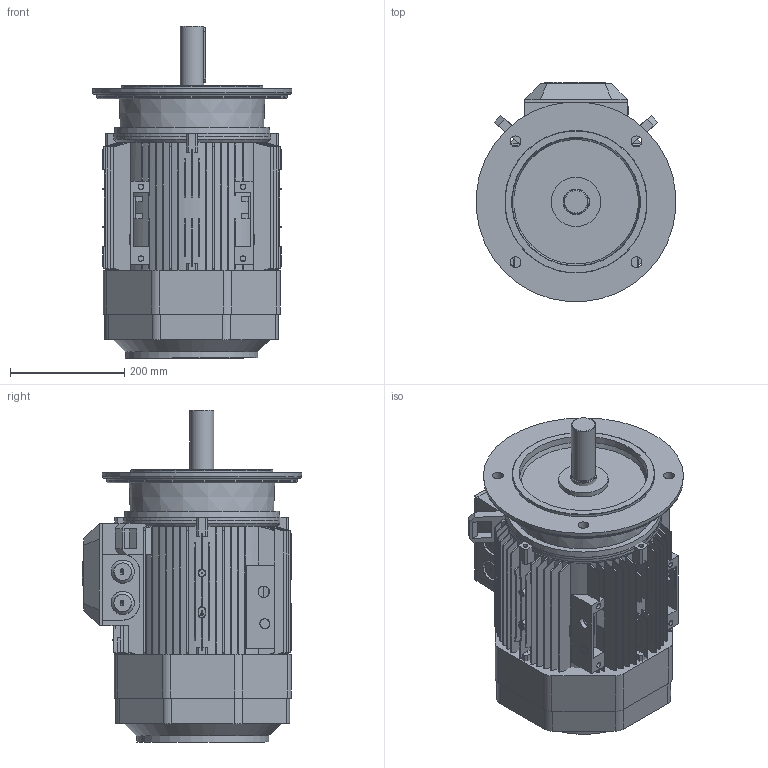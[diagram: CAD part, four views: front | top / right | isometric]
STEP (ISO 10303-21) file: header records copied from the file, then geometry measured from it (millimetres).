
FILE_DESCRIPTION((''),'2;1');
FILE_NAME('3GZV100086-9.stp','2015-07-02T11:00:55',('sejotaa1'),(''),'Autodesk Inventor 2011','Autodesk Inventor 2011','');
FILE_SCHEMA(('AUTOMOTIVE_DESIGN { 1 0 10303 214 1 1 1 1 }'));
Length unit declared in the file: millimetre
Products named in the file (1): 3GZV100086-9_Shrinkwrap_1
Bounding box: 349.71 x 384.51 x 582.4 mm (x, y, z)
Surface area: 1760527.2 mm2 (no closed solid volume)
Topology: 0 solids, 1000 shells, 1194 faces, 5321 edges, 5089 vertices
Faces by surface type: plane 782, cone 191, cylinder 143, bspline 69, torus 9
Full cylindrical faces by diameter (mm): 6 x4, 8 x4, 8.5 x8, 13 x1, 14 x1, 16.4 x1, 17 x2, 17.6 x2, 19 x4, 20 x2, 25 x1, 40 x1, 40.4 x2, 41.4 x1, 42 x1, 42.5 x1, 44.4 x2, 45 x3, 53 x1, 86.511 x1, 232.314 x1, 250 x1, 258.274 x1, 335 x1
Entity records: 64963 total; most frequent: CARTESIAN_POINT 18816, DIRECTION 7275, ORIENTED_EDGE 5615, EDGE_CURVE 5203, VERTEX_POINT 5081, VECTOR 3305, LINE 3305, AXIS2_PLACEMENT_3D 1985
